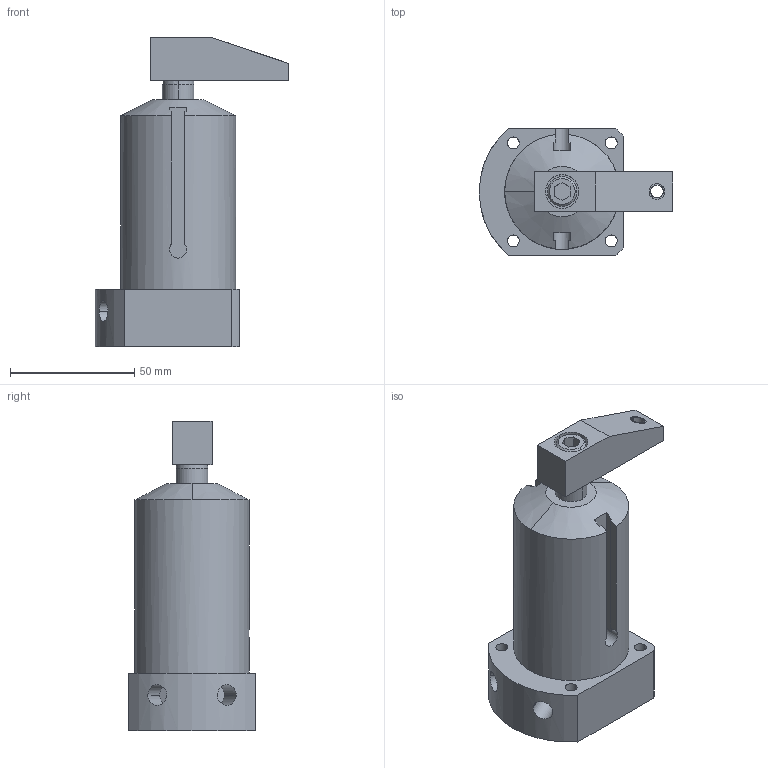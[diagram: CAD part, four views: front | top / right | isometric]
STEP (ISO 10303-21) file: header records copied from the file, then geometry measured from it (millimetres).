
FILE_DESCRIPTION((''),'2;1');
FILE_NAME('ILCP1511700_ASM','2010-09-16T',('jdw'),(''),'PRO/ENGINEER BY PARAMETRIC TECHNOLOGY CORPORATION, 2007460','PRO/ENGINEER BY PARAMETRIC TECHNOLOGY CORPORATION, 2007460','');
FILE_SCHEMA(('AUTOMOTIVE_DESIGN_CC2 { 1 2 10303 214 -1 1 5 2 }'));
Length unit declared in the file: inch
Products named in the file (3): ILCP1511700; ILC91500903; ILCP1511700_ASM
Assembly tree (2 placements, depth 2):
  ILCP1511700_ASM
    ILCP1511700
    ILC91500903
Bounding box: 77.79 x 50.8 x 124.26 mm (x, y, z)
Volume: 190447 mm3; surface area: 30923.7 mm2
Topology: 2 solids, 5 shells, 91 faces, 225 edges, 147 vertices
Faces by surface type: plane 43, cylinder 36, cone 10, torus 2
Entity records: 3858 total; most frequent: CARTESIAN_POINT 677, DIRECTION 486, ORIENTED_EDGE 438, EDGE_CURVE 223, PRESENTATION_STYLE_ASSIGNMENT 196, AXIS2_PLACEMENT_3D 186, STYLED_ITEM 176, CURVE_STYLE 174
